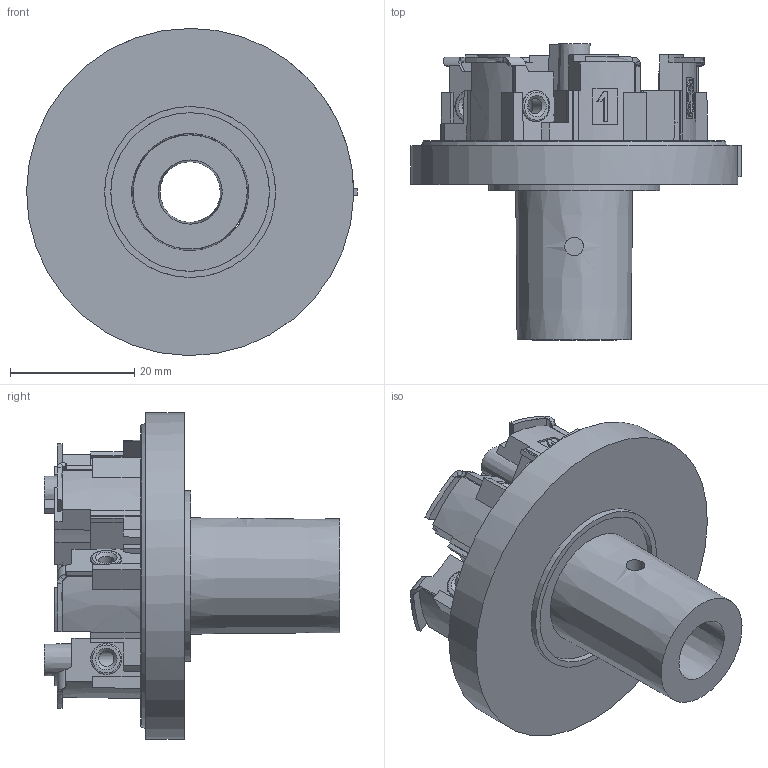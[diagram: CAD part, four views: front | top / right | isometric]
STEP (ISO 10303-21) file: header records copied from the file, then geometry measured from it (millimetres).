
FILE_DESCRIPTION(/* description */ (''),/* implementation_level */ '2;1');
FILE_NAME(/* name */ 'TLTerminalHolder.stp',/* time_stamp */ '2015-08-19T15:56:04-04:00',/* author */ ('CAD Station'),/* organization */ (''),/* preprocessor_version */ 'ST-DEVELOPER v16.1',/* originating_system */ 'Autodesk Inventor 2016',/* authorisation */ '');
FILE_SCHEMA (('AUTOMOTIVE_DESIGN { 1 0 10303 214 3 1 1 }'));
Length unit declared in the file: millimetre
Products named in the file (6): 3; 1; 2; Assem3; Assem1; TL_ShortBase
Assembly tree (9 placements, depth 4):
  TL_ShortBase
    Assem1
      3
      Assem3  x5
        1
        2
Bounding box: 53.2 x 47.55 x 52.6 mm (x, y, z)
Volume: 22922.7 mm3; surface area: 16043.4 mm2
Topology: 11 solids, 11 shells, 532 faces, 1402 edges, 931 vertices
Faces by surface type: plane 369, cylinder 78, cone 51, bspline 28, torus 6
Full cylindrical faces by diameter (mm): 2.394 x2, 2.459 x5, 3 x6, 3.8 x10, 3.9 x5, 5 x5
Entity records: 11454 total; most frequent: CARTESIAN_POINT 3060, ORIENTED_EDGE 1726, DIRECTION 1635, EDGE_CURVE 863, LINE 615, VECTOR 615, VERTEX_POINT 587, AXIS2_PLACEMENT_3D 510
